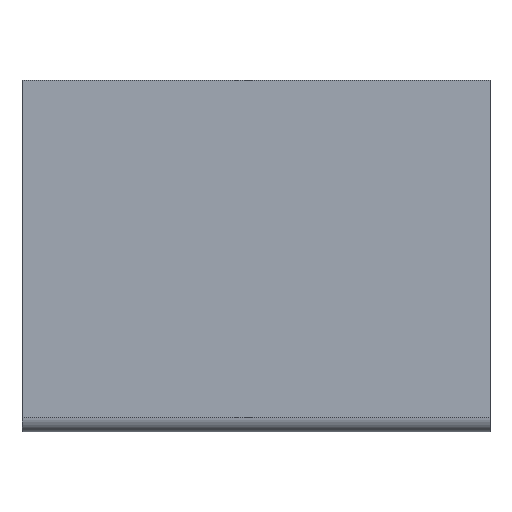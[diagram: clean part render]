
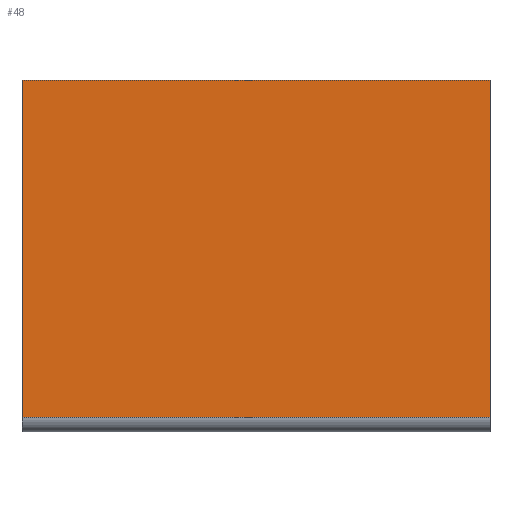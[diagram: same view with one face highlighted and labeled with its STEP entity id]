
A CAD part, front view. The second image highlights one B-rep face of the part: STEP entity #48.
In plain terms, the highlighted planar face has unit normal (0, -1, 0).
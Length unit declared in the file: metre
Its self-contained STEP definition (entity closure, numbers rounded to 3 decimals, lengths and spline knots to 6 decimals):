
#48 = ADVANCED_FACE( '', ( #350 ), #351, .T. );
#350 = FACE_OUTER_BOUND( '', #952, .T. );
#351 = PLANE( '', #953 );
#952 = EDGE_LOOP( '', ( #1604, #1605, #1606, #1607 ) );
#953 = AXIS2_PLACEMENT_3D( '', #1608, #1609, #1610 );
#1604 = ORIENTED_EDGE( '', *, *, #3993, .T. );
#1605 = ORIENTED_EDGE( '', *, *, #3994, .F. );
#1606 = ORIENTED_EDGE( '', *, *, #3995, .F. );
#1607 = ORIENTED_EDGE( '', *, *, #3996, .F. );
#1608 = CARTESIAN_POINT( '', ( 0.001905, -0.0069, 0.012 ) );
#1609 = DIRECTION( '', ( 0., -1., 0. ) );
#1610 = DIRECTION( '', ( 0., 0., -1. ) );
#3993 = EDGE_CURVE( '', #4800, #4801, #4802, .T. );
#3994 = EDGE_CURVE( '', #4803, #4801, #4804, .T. );
#3995 = EDGE_CURVE( '', #4805, #4803, #4806, .T. );
#3996 = EDGE_CURVE( '', #4800, #4805, #4807, .T. );
#4800 = VERTEX_POINT( '', #6081 );
#4801 = VERTEX_POINT( '', #6082 );
#4802 = LINE( '', #6083, #6084 );
#4803 = VERTEX_POINT( '', #6085 );
#4804 = LINE( '', #6086, #6087 );
#4805 = VERTEX_POINT( '', #6088 );
#4806 = LINE( '', #6089, #6090 );
#4807 = LINE( '', #6091, #6092 );
#6081 = CARTESIAN_POINT( '', ( 0.0137, -0.0069, 0.012 ) );
#6082 = CARTESIAN_POINT( '', ( -0.00227, -0.0069, 0.012 ) );
#6083 = CARTESIAN_POINT( '', ( 0.001905, -0.0069, 0.012 ) );
#6084 = VECTOR( '', #7935, 1. );
#6085 = CARTESIAN_POINT( '', ( -0.00227, -0.0069, 0.0005 ) );
#6086 = CARTESIAN_POINT( '', ( -0.00227, -0.0069, 0.0005 ) );
#6087 = VECTOR( '', #7936, 1. );
#6088 = CARTESIAN_POINT( '', ( 0.0137, -0.0069, 0.0005 ) );
#6089 = CARTESIAN_POINT( '', ( 0.001905, -0.0069, 0.0005 ) );
#6090 = VECTOR( '', #7937, 1. );
#6091 = CARTESIAN_POINT( '', ( 0.0137, -0.0069, 0.012 ) );
#6092 = VECTOR( '', #7938, 1. );
#7935 = DIRECTION( '', ( -1., 0., 0. ) );
#7936 = DIRECTION( '', ( 0., 0., 1. ) );
#7937 = DIRECTION( '', ( -1., 0., 0. ) );
#7938 = DIRECTION( '', ( 0., 0., -1. ) );
